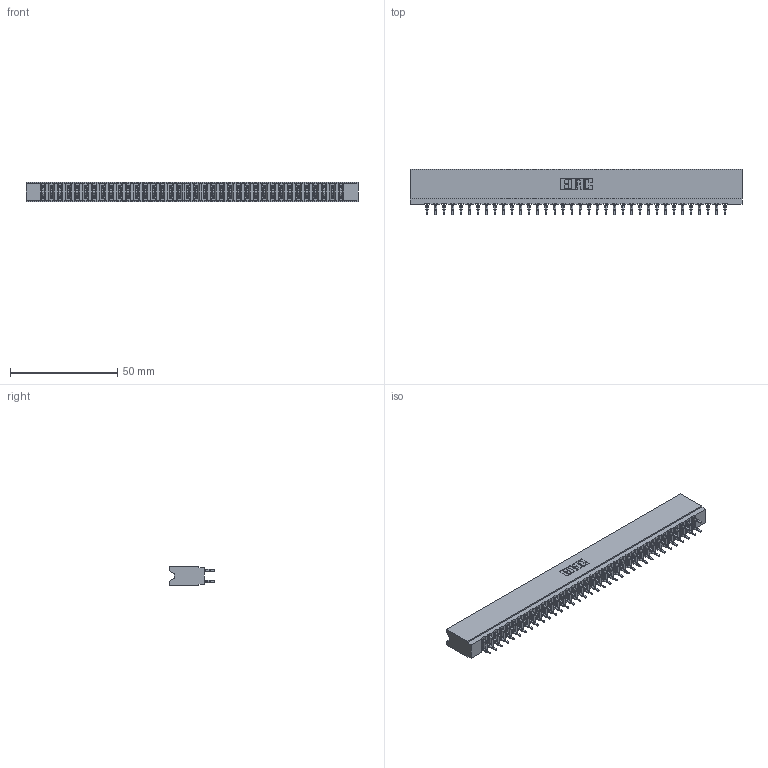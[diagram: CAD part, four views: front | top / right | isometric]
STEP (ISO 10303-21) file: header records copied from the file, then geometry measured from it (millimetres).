
FILE_DESCRIPTION (( 'STEP AP203' ), '1' );
FILE_NAME ('737-072-560-206.STEP', '2020-09-11T07:27:09', ( '' ), ( '' ), 'SwSTEP 2.0', 'SolidWorks 2020', '' );
FILE_SCHEMA (( 'CONFIG_CONTROL_DESIGN' ));
Length unit declared in the file: inch
Products named in the file (3): 737 Part_Insulator Option - 06; 745-292-001_560; 737-072-560-206
Assembly tree (73 placements, depth 2):
  737-072-560-206
    737 Part_Insulator Option - 06
    745-292-001_560  x72
Bounding box: 154.48 x 21.22 x 8.89 mm (x, y, z)
Volume: 15553 mm3; surface area: 23761 mm2
Topology: 73 solids, 73 shells, 7223 faces, 19769 edges, 12554 vertices
Faces by surface type: plane 3763, cylinder 1588, bspline 1440, torus 432
Entity records: 62930 total; most frequent: CARTESIAN_POINT 11430, ORIENTED_EDGE 10854, DIRECTION 9483, EDGE_CURVE 5427, LINE 5021, VECTOR 5021, VERTEX_POINT 3466, AXIS2_PLACEMENT_3D 2231
